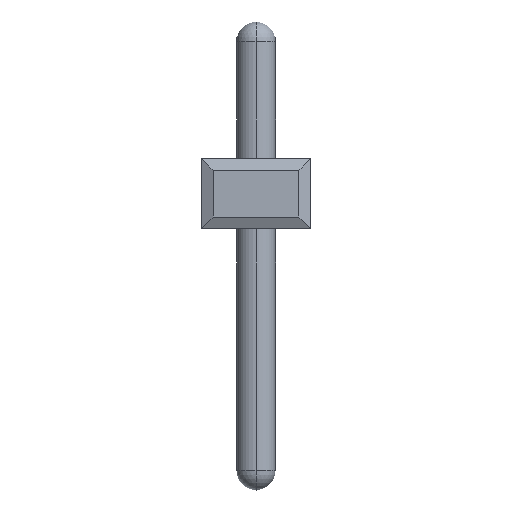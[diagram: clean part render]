
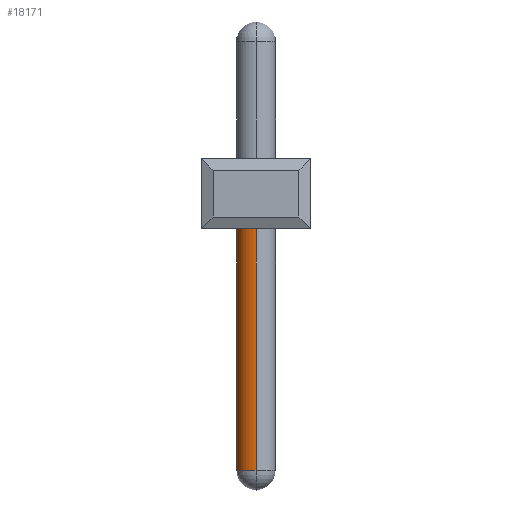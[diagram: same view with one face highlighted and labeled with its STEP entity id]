
A CAD part, front view. The second image highlights one B-rep face of the part: STEP entity #18171.
In plain terms, the highlighted cylindrical face has radius 0.5 mm (diameter 1 mm), a partial arc.
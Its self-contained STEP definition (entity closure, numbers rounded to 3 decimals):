
#6307=CARTESIAN_POINT('',(1.4,-71.75,0.2));
#6308=DIRECTION('',(0.,0.,1.));
#6309=DIRECTION('',(0.,1.,0.));
#6310=AXIS2_PLACEMENT_3D('',#6307,#6308,#6309);
#6321=CARTESIAN_POINT('',(1.4,-71.75,-6.2));
#6322=DIRECTION('',(0.,0.,1.));
#6323=DIRECTION('',(0.,1.,0.));
#6324=AXIS2_PLACEMENT_3D('',#6321,#6322,#6323);
#6326=DIRECTION('',(0.,0.,1.));
#6327=VECTOR('',#6326,6.4);
#6328=CARTESIAN_POINT('',(1.4,-71.25,-6.2));
#6329=LINE('',#6328,#6327);
#6335=DIRECTION('',(0.,0.,1.));
#6336=VECTOR('',#6335,6.4);
#6337=CARTESIAN_POINT('',(1.4,-72.25,-6.2));
#6338=LINE('',#6337,#6336);
#8078=CARTESIAN_POINT('',(1.4,-71.25,-6.2));
#8080=VERTEX_POINT('',#8078);
#8085=CARTESIAN_POINT('',(1.4,-72.25,-6.2));
#8086=VERTEX_POINT('',#8085);
#8089=CARTESIAN_POINT('',(1.4,-71.25,0.2));
#8090=CARTESIAN_POINT('',(1.4,-72.25,0.2));
#8091=VERTEX_POINT('',#8089);
#8092=VERTEX_POINT('',#8090);
#18157=CARTESIAN_POINT('',(1.4,-71.75,-7.3));
#18158=DIRECTION('',(0.,0.,1.));
#18159=DIRECTION('',(0.,1.,0.));
#18160=AXIS2_PLACEMENT_3D('',#18157,#18158,#18159);
#18161=CYLINDRICAL_SURFACE('',#18160,0.5);
#18162=ORIENTED_EDGE('',*,*,#18138,.T.);
#18164=ORIENTED_EDGE('',*,*,#18163,.F.);
#18166=ORIENTED_EDGE('',*,*,#18165,.F.);
#18168=ORIENTED_EDGE('',*,*,#18167,.T.);
#18169=EDGE_LOOP('',(#18162,#18164,#18166,#18168));
#18170=FACE_OUTER_BOUND('',#18169,.F.);
#18171=ADVANCED_FACE('',(#18170),#18161,.T.);
#6311=CIRCLE('',#6310,0.5);
#6325=CIRCLE('',#6324,0.5);
#18138=EDGE_CURVE('',#8091,#8092,#6311,.T.);
#18163=EDGE_CURVE('',#8086,#8092,#6338,.T.);
#18165=EDGE_CURVE('',#8080,#8086,#6325,.T.);
#18167=EDGE_CURVE('',#8080,#8091,#6329,.T.);
